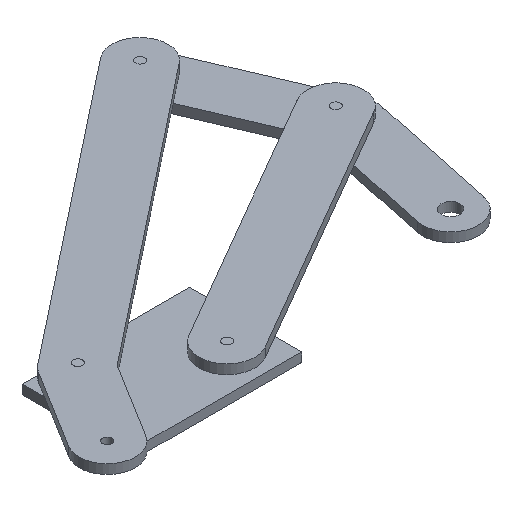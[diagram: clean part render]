
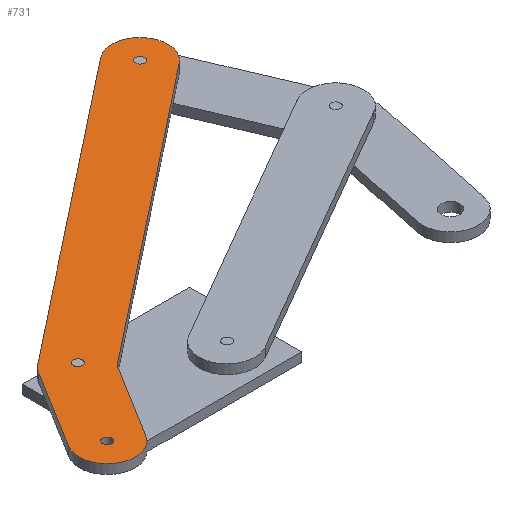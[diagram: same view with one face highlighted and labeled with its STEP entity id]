
A CAD part, isometric view. The second image highlights one B-rep face of the part: STEP entity #731.
In plain terms, the highlighted face is planar.
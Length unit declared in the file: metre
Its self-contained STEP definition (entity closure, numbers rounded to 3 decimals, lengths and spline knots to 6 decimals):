
#61=CIRCLE('',#834,0.01905);
#63=CIRCLE('',#839,0.01905);
#66=CIRCLE('',#844,0.003175);
#68=CIRCLE('',#847,0.003175);
#69=CIRCLE('',#849,0.01905);
#72=CIRCLE('',#853,0.003175);
#186=ORIENTED_EDGE('',*,*,#302,.T.);
#187=ORIENTED_EDGE('',*,*,#325,.F.);
#188=ORIENTED_EDGE('',*,*,#318,.T.);
#189=ORIENTED_EDGE('',*,*,#315,.F.);
#190=ORIENTED_EDGE('',*,*,#312,.F.);
#191=ORIENTED_EDGE('',*,*,#309,.F.);
#192=ORIENTED_EDGE('',*,*,#306,.F.);
#193=ORIENTED_EDGE('',*,*,#324,.T.);
#194=ORIENTED_EDGE('',*,*,#322,.T.);
#195=ORIENTED_EDGE('',*,*,#328,.T.);
#302=EDGE_CURVE('',#386,#387,#448,.T.);
#306=EDGE_CURVE('',#386,#390,#61,.T.);
#309=EDGE_CURVE('',#390,#392,#453,.T.);
#312=EDGE_CURVE('',#392,#394,#456,.T.);
#315=EDGE_CURVE('',#394,#396,#63,.T.);
#318=EDGE_CURVE('',#398,#396,#460,.T.);
#322=EDGE_CURVE('',#401,#401,#66,.T.);
#324=EDGE_CURVE('',#403,#403,#68,.T.);
#325=EDGE_CURVE('',#398,#387,#69,.T.);
#328=EDGE_CURVE('',#405,#405,#72,.T.);
#386=VERTEX_POINT('',#1174);
#387=VERTEX_POINT('',#1175);
#390=VERTEX_POINT('',#1183);
#392=VERTEX_POINT('',#1189);
#394=VERTEX_POINT('',#1195);
#396=VERTEX_POINT('',#1201);
#398=VERTEX_POINT('',#1207);
#401=VERTEX_POINT('',#1215);
#403=VERTEX_POINT('',#1220);
#405=VERTEX_POINT('',#1228);
#448=LINE('',#1173,#498);
#453=LINE('',#1188,#503);
#456=LINE('',#1194,#506);
#460=LINE('',#1206,#510);
#498=VECTOR('',#950,1.);
#503=VECTOR('',#963,1.);
#506=VECTOR('',#968,1.);
#510=VECTOR('',#980,1.);
#571=EDGE_LOOP('',(#186,#187,#188,#189,#190,#191,#192));
#572=EDGE_LOOP('',(#193));
#573=EDGE_LOOP('',(#194));
#574=EDGE_LOOP('',(#195));
#645=FACE_BOUND('',#571,.T.);
#646=FACE_BOUND('',#572,.T.);
#647=FACE_BOUND('',#573,.T.);
#648=FACE_BOUND('',#574,.T.);
#697=PLANE('',#855);
#731=ADVANCED_FACE('',(#645,#646,#647,#648),#697,.F.);
#834=AXIS2_PLACEMENT_3D('',#1182,#956,#957);
#839=AXIS2_PLACEMENT_3D('',#1200,#973,#974);
#844=AXIS2_PLACEMENT_3D('',#1214,#987,#988);
#847=AXIS2_PLACEMENT_3D('',#1219,#993,#994);
#849=AXIS2_PLACEMENT_3D('',#1222,#997,#998);
#853=AXIS2_PLACEMENT_3D('',#1227,#1005,#1006);
#855=AXIS2_PLACEMENT_3D('',#1230,#1009,#1010);
#950=DIRECTION('',(0.,1.,0.));
#956=DIRECTION('',(0.,0.,1.));
#957=DIRECTION('',(1.,0.,0.));
#963=DIRECTION('',(0.,1.,0.));
#968=DIRECTION('',(0.342,0.94,0.));
#973=DIRECTION('',(0.,0.,1.));
#974=DIRECTION('',(1.,0.,0.));
#980=DIRECTION('',(0.342,0.94,0.));
#987=DIRECTION('',(0.,0.,1.));
#988=DIRECTION('',(1.,0.,0.));
#993=DIRECTION('',(0.,0.,1.));
#994=DIRECTION('',(1.,0.,0.));
#997=DIRECTION('',(0.,0.,1.));
#998=DIRECTION('',(1.,0.,0.));
#1005=DIRECTION('',(0.,0.,1.));
#1006=DIRECTION('',(1.,0.,0.));
#1009=DIRECTION('',(0.,0.,1.));
#1010=DIRECTION('',(1.,0.,0.));
#1173=CARTESIAN_POINT('',(-0.01905,0.128787,0.));
#1174=CARTESIAN_POINT('',(-0.01905,0.,0.));
#1175=CARTESIAN_POINT('',(-0.01905,0.257575,0.));
#1182=CARTESIAN_POINT('',(0.,0.,0.));
#1183=CARTESIAN_POINT('',(0.01905,0.,0.));
#1188=CARTESIAN_POINT('',(0.01905,0.127108,0.));
#1189=CARTESIAN_POINT('',(0.01905,0.254216,0.));
#1194=CARTESIAN_POINT('',(0.029335,0.282473,0.));
#1195=CARTESIAN_POINT('',(0.039619,0.31073,0.));
#1200=CARTESIAN_POINT('',(0.021718,0.317245,0.));
#1201=CARTESIAN_POINT('',(0.003817,0.323761,0.));
#1206=CARTESIAN_POINT('',(-0.007042,0.293925,0.));
#1207=CARTESIAN_POINT('',(-0.017901,0.26409,0.));
#1214=CARTESIAN_POINT('',(0.,0.254,0.));
#1215=CARTESIAN_POINT('',(0.003175,0.254,0.));
#1219=CARTESIAN_POINT('',(0.,0.,0.));
#1220=CARTESIAN_POINT('',(0.003175,0.,0.));
#1222=CARTESIAN_POINT('',(0.,0.257575,0.));
#1227=CARTESIAN_POINT('',(0.021718,0.317245,0.));
#1228=CARTESIAN_POINT('',(0.024893,0.317245,0.));
#1230=CARTESIAN_POINT('',(0.010859,0.158623,0.));
